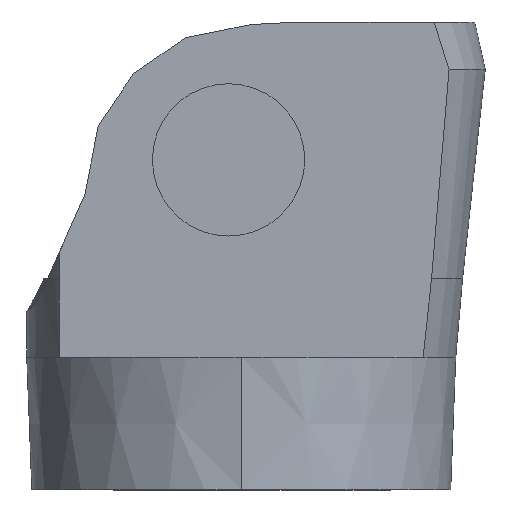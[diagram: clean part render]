
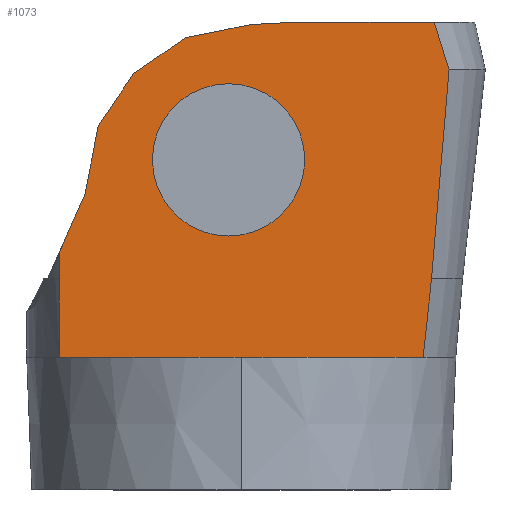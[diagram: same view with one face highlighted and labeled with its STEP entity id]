
A CAD part, left-side view. The second image highlights one B-rep face of the part: STEP entity #1073.
In plain terms, the highlighted planar face has unit normal (-1, 0, 0).
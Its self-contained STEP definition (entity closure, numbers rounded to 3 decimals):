
#3 = CARTESIAN_POINT ( 'NONE',  ( -16.435, 25.515, 17.751 ) ) ;
#15 = DIRECTION ( 'NONE',  ( 1., 0., 0. ) ) ;
#24 = CARTESIAN_POINT ( 'NONE',  ( -16.435, 33.976, 10.965 ) ) ;
#58 = CARTESIAN_POINT ( 'NONE',  ( -16.435, 19.926, 16.816 ) ) ;
#97 = VERTEX_POINT ( 'NONE', #1709 ) ;
#142 = EDGE_CURVE ( 'NONE', #1949, #2372, #1150, .T. ) ;
#158 = EDGE_CURVE ( 'NONE', #2372, #1141, #193, .T. ) ;
#178 = DIRECTION ( 'NONE',  ( -1., 0., 0. ) ) ;
#193 = LINE ( 'NONE', #2122, #728 ) ;
#202 = VECTOR ( 'NONE', #1713, 1000. ) ;
#230 = CARTESIAN_POINT ( 'NONE',  ( -16.435, 33.447, 13.668 ) ) ;
#243 = CIRCLE ( 'NONE', #1506, 3. ) ;
#256 = EDGE_CURVE ( 'NONE', #1078, #1270, #1547, .T. ) ;
#260 = ORIENTED_EDGE ( 'NONE', *, *, #158, .F. ) ;
#278 = VECTOR ( 'NONE', #1386, 1000. ) ;
#281 = CARTESIAN_POINT ( 'NONE',  ( -16.435, 28.319, 9.321 ) ) ;
#322 = LINE ( 'NONE', #1345, #202 ) ;
#356 = LINE ( 'NONE', #2346, #2291 ) ;
#360 = CARTESIAN_POINT ( 'NONE',  ( -16.435, 19.979, 11.756 ) ) ;
#365 = VERTEX_POINT ( 'NONE', #1904 ) ;
#384 = CARTESIAN_POINT ( 'NONE',  ( -16.435, 34.981, 7.631 ) ) ;
#393 = ORIENTED_EDGE ( 'NONE', *, *, #528, .T. ) ;
#403 = ORIENTED_EDGE ( 'NONE', *, *, #256, .T. ) ;
#426 = VERTEX_POINT ( 'NONE', #2517 ) ;
#461 = ORIENTED_EDGE ( 'NONE', *, *, #1050, .T. ) ;
#465 = CARTESIAN_POINT ( 'NONE',  ( -16.435, 19.635, 15.881 ) ) ;
#474 = VECTOR ( 'NONE', #2470, 1000. ) ;
#481 = ORIENTED_EDGE ( 'NONE', *, *, #2456, .T. ) ;
#508 = ORIENTED_EDGE ( 'NONE', *, *, #572, .T. ) ;
#528 = EDGE_CURVE ( 'NONE', #365, #667, #2539, .T. ) ;
#531 = VECTOR ( 'NONE', #2579, 1000. ) ;
#535 = DIRECTION ( 'NONE',  ( 0., 0.999, -0.051 ) ) ;
#554 = LINE ( 'NONE', #1661, #1190 ) ;
#572 = EDGE_CURVE ( 'NONE', #850, #1205, #2476, .T. ) ;
#577 = VECTOR ( 'NONE', #535, 1000. ) ;
#592 = ORIENTED_EDGE ( 'NONE', *, *, #1792, .T. ) ;
#593 = ORIENTED_EDGE ( 'NONE', *, *, #142, .F. ) ;
#599 = VECTOR ( 'NONE', #2018, 1000. ) ;
#602 = PLANE ( 'NONE',  #2477 ) ;
#604 = ORIENTED_EDGE ( 'NONE', *, *, #1238, .T. ) ;
#629 = CARTESIAN_POINT ( 'NONE',  ( -16.435, 33.976, 10.965 ) ) ;
#651 = DIRECTION ( 'NONE',  ( 0., 0.297, 0.955 ) ) ;
#667 = VERTEX_POINT ( 'NONE', #3 ) ;
#680 = LINE ( 'NONE', #58, #864 ) ;
#704 = LINE ( 'NONE', #2329, #577 ) ;
#728 = VECTOR ( 'NONE', #2530, 1000. ) ;
#742 = VECTOR ( 'NONE', #2239, 1000. ) ;
#850 = VERTEX_POINT ( 'NONE', #2532 ) ;
#864 = VECTOR ( 'NONE', #651, 1000. ) ;
#908 = EDGE_CURVE ( 'NONE', #97, #1482, #243, .T. ) ;
#954 = CARTESIAN_POINT ( 'NONE',  ( -16.435, 28.319, 12.321 ) ) ;
#959 = EDGE_CURVE ( 'NONE', #1482, #97, #2190, .T. ) ;
#992 = EDGE_CURVE ( 'NONE', #1141, #426, #1799, .T. ) ;
#1014 = DIRECTION ( 'NONE',  ( 0., 0., 1. ) ) ;
#1050 = EDGE_CURVE ( 'NONE', #2492, #2404, #2467, .T. ) ;
#1073 = ADVANCED_FACE ( 'NONE', ( #1310, #2333 ), #602, .F. ) ;
#1078 = VERTEX_POINT ( 'NONE', #1437 ) ;
#1140 = EDGE_CURVE ( 'NONE', #2404, #426, #1162, .T. ) ;
#1141 = VERTEX_POINT ( 'NONE', #1867 ) ;
#1150 = LINE ( 'NONE', #2405, #599 ) ;
#1162 = LINE ( 'NONE', #1427, #742 ) ;
#1170 = DIRECTION ( 'NONE',  ( 0., 0., -1. ) ) ;
#1185 = CARTESIAN_POINT ( 'NONE',  ( -16.435, 28.319, 12.321 ) ) ;
#1190 = VECTOR ( 'NONE', #2263, 1000. ) ;
#1205 = VERTEX_POINT ( 'NONE', #465 ) ;
#1238 = EDGE_CURVE ( 'NONE', #1205, #365, #680, .T. ) ;
#1241 = EDGE_LOOP ( 'NONE', ( #1919, #1858, #403, #592, #461, #2509, #2553, #260, #593, #481, #508, #604, #393 ) ) ;
#1270 = VERTEX_POINT ( 'NONE', #1655 ) ;
#1284 = VECTOR ( 'NONE', #2192, 1000. ) ;
#1310 = FACE_BOUND ( 'NONE', #2408, .T. ) ;
#1345 = CARTESIAN_POINT ( 'NONE',  ( -16.435, 30.018, 17.129 ) ) ;
#1386 = DIRECTION ( 'NONE',  ( 0., -0.083, 0.997 ) ) ;
#1402 = CARTESIAN_POINT ( 'NONE',  ( -16.435, 34.981, 4.551 ) ) ;
#1427 = CARTESIAN_POINT ( 'NONE',  ( -16.435, 35.444, 7.631 ) ) ;
#1437 = CARTESIAN_POINT ( 'NONE',  ( -16.435, 30.018, 17.129 ) ) ;
#1445 = CARTESIAN_POINT ( 'NONE',  ( -16.435, 32.06, 15.714 ) ) ;
#1468 = CARTESIAN_POINT ( 'NONE',  ( -16.435, 20.656, 4.551 ) ) ;
#1482 = VERTEX_POINT ( 'NONE', #281 ) ;
#1506 = AXIS2_PLACEMENT_3D ( 'NONE', #954, #2592, #1170 ) ;
#1545 = ORIENTED_EDGE ( 'NONE', *, *, #959, .F. ) ;
#1547 = LINE ( 'NONE', #1445, #474 ) ;
#1655 = CARTESIAN_POINT ( 'NONE',  ( -16.435, 32.06, 15.714 ) ) ;
#1659 = EDGE_CURVE ( 'NONE', #667, #2361, #704, .T. ) ;
#1661 = CARTESIAN_POINT ( 'NONE',  ( -16.435, 20.49, 6.091 ) ) ;
#1673 = EDGE_CURVE ( 'NONE', #2361, #1078, #322, .T. ) ;
#1709 = CARTESIAN_POINT ( 'NONE',  ( -16.435, 28.319, 15.321 ) ) ;
#1713 = DIRECTION ( 'NONE',  ( 0., 0.98, -0.198 ) ) ;
#1792 = EDGE_CURVE ( 'NONE', #1270, #2492, #356, .T. ) ;
#1799 = LINE ( 'NONE', #384, #2558 ) ;
#1858 = ORIENTED_EDGE ( 'NONE', *, *, #1673, .T. ) ;
#1867 = CARTESIAN_POINT ( 'NONE',  ( -16.435, 34.981, 7.631 ) ) ;
#1904 = CARTESIAN_POINT ( 'NONE',  ( -16.435, 20.217, 17.751 ) ) ;
#1919 = ORIENTED_EDGE ( 'NONE', *, *, #1659, .T. ) ;
#1949 = VERTEX_POINT ( 'NONE', #1468 ) ;
#1995 = CARTESIAN_POINT ( 'NONE',  ( -16.435, 27.426, 17.653 ) ) ;
#2018 = DIRECTION ( 'NONE',  ( 0., 1., 0. ) ) ;
#2122 = CARTESIAN_POINT ( 'NONE',  ( -16.435, 34.981, 4.551 ) ) ;
#2152 = DIRECTION ( 'NONE',  ( 0., 0., -1. ) ) ;
#2190 = CIRCLE ( 'NONE', #2435, 3. ) ;
#2192 = DIRECTION ( 'NONE',  ( 0., 0.192, -0.981 ) ) ;
#2223 = CARTESIAN_POINT ( 'NONE',  ( -16.435, -2.695, -0.682 ) ) ;
#2239 = DIRECTION ( 'NONE',  ( 0., 0.403, -0.915 ) ) ;
#2263 = DIRECTION ( 'NONE',  ( 0., -0.107, 0.994 ) ) ;
#2291 = VECTOR ( 'NONE', #2365, 1000. ) ;
#2329 = CARTESIAN_POINT ( 'NONE',  ( -16.435, 27.426, 17.653 ) ) ;
#2333 = FACE_OUTER_BOUND ( 'NONE', #1241, .T. ) ;
#2346 = CARTESIAN_POINT ( 'NONE',  ( -16.435, 33.447, 13.668 ) ) ;
#2361 = VERTEX_POINT ( 'NONE', #1995 ) ;
#2365 = DIRECTION ( 'NONE',  ( 0., 0.561, -0.828 ) ) ;
#2372 = VERTEX_POINT ( 'NONE', #1402 ) ;
#2404 = VERTEX_POINT ( 'NONE', #629 ) ;
#2405 = CARTESIAN_POINT ( 'NONE',  ( -16.435, 20.656, 4.551 ) ) ;
#2408 = EDGE_LOOP ( 'NONE', ( #1545, #2577 ) ) ;
#2435 = AXIS2_PLACEMENT_3D ( 'NONE', #1185, #178, #2152 ) ;
#2456 = EDGE_CURVE ( 'NONE', #1949, #850, #554, .T. ) ;
#2467 = LINE ( 'NONE', #24, #1284 ) ;
#2470 = DIRECTION ( 'NONE',  ( 0., 0.822, -0.569 ) ) ;
#2476 = LINE ( 'NONE', #360, #278 ) ;
#2477 = AXIS2_PLACEMENT_3D ( 'NONE', #2223, #15, #1014 ) ;
#2492 = VERTEX_POINT ( 'NONE', #230 ) ;
#2509 = ORIENTED_EDGE ( 'NONE', *, *, #1140, .T. ) ;
#2517 = CARTESIAN_POINT ( 'NONE',  ( -16.435, 34.981, 8.684 ) ) ;
#2530 = DIRECTION ( 'NONE',  ( 0., 0., 1. ) ) ;
#2532 = CARTESIAN_POINT ( 'NONE',  ( -16.435, 20.324, 7.631 ) ) ;
#2539 = LINE ( 'NONE', #2563, #531 ) ;
#2553 = ORIENTED_EDGE ( 'NONE', *, *, #992, .F. ) ;
#2558 = VECTOR ( 'NONE', #2583, 1000. ) ;
#2563 = CARTESIAN_POINT ( 'NONE',  ( -16.435, 20.217, 17.751 ) ) ;
#2577 = ORIENTED_EDGE ( 'NONE', *, *, #908, .F. ) ;
#2579 = DIRECTION ( 'NONE',  ( 0., 1., 0. ) ) ;
#2583 = DIRECTION ( 'NONE',  ( 0., 0., 1. ) ) ;
#2592 = DIRECTION ( 'NONE',  ( -1., 0., 0. ) ) ;
